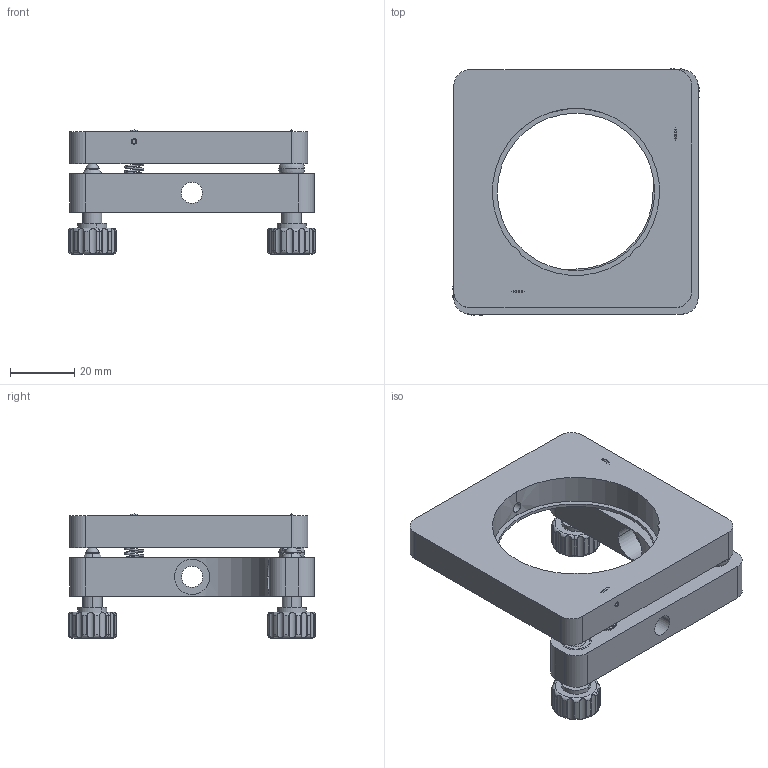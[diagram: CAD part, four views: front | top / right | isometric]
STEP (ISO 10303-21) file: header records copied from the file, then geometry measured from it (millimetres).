
FILE_DESCRIPTION (( 'STEP AP203' ), '1' );
FILE_NAME ('04UPM-2(M).STEP', '2016-04-18T01:05:16', ( '' ), ( '' ), 'SwSTEP 2.0', 'SolidWorks 2016', '' );
FILE_SCHEMA (( 'CONFIG_CONTROL_DESIGN' ));
Length unit declared in the file: millimetre
Products named in the file (1): 04UPM-2(M)
Bounding box: 76.91 x 76.91 x 38.59 mm (x, y, z)
Volume: 57600.1 mm3; surface area: 26995.6 mm2
Topology: 22 solids, 22 shells, 403 faces, 1009 edges, 654 vertices
Faces by surface type: cylinder 216, plane 112, torus 32, cone 25, sphere 10, bspline 8
Entity records: 17773 total; most frequent: CARTESIAN_POINT 8217, ORIENTED_EDGE 1976, DIRECTION 1966, EDGE_CURVE 988, AXIS2_PLACEMENT_3D 780, VERTEX_POINT 645, EDGE_LOOP 447, VECTOR 406
